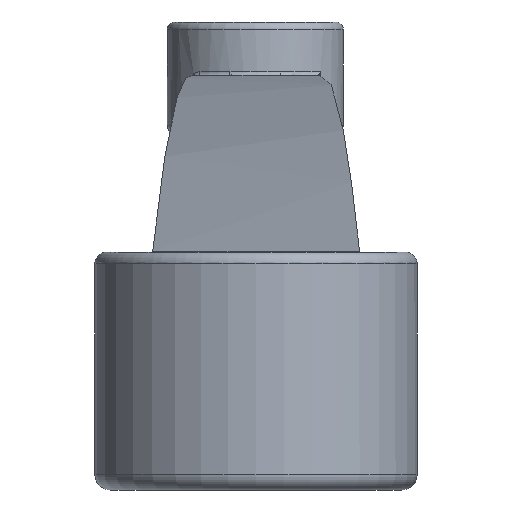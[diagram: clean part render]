
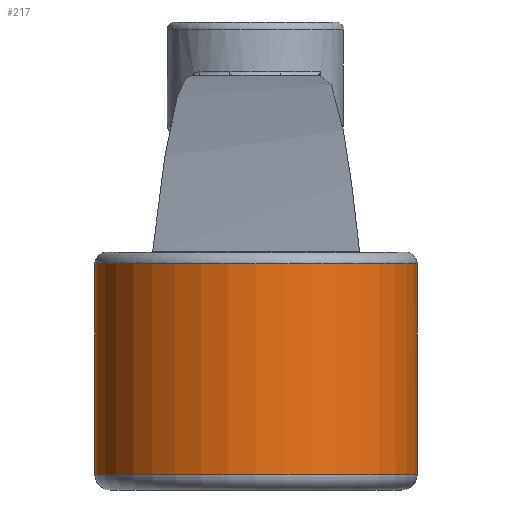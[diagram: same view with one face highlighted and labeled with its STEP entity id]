
A CAD part, left-side view. The second image highlights one B-rep face of the part: STEP entity #217.
In plain terms, the highlighted cylindrical face has radius 21 mm (diameter 42 mm), a full revolution.
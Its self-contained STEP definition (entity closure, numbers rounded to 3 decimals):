
#116=CYLINDRICAL_SURFACE('',#1060,21.);
#152=FACE_BOUND('',#349,.T.);
#153=FACE_BOUND('',#350,.T.);
#167=CIRCLE('',#1012,21.);
#169=CIRCLE('',#1017,21.);
#172=CIRCLE('',#1030,21.);
#180=CIRCLE('',#1058,21.);
#181=CIRCLE('',#1059,21.);
#217=ADVANCED_FACE('',(#152,#153),#116,.T.);
#349=EDGE_LOOP('',(#548,#549,#550,#551,#552,#553,#554,#555));
#350=EDGE_LOOP('',(#556));
#391=B_SPLINE_CURVE_WITH_KNOTS('',3,(#1444,#1445,#1446,#1447,#1448,#1449,
#1450,#1451,#1452,#1453,#1454,#1455,#1456,#1457,#1458,#1459),.UNSPECIFIED.,
.F.,.F.,(4,3,3,3,3,4),(0.,0.439,0.631,0.793,
0.91,1.),.UNSPECIFIED.);
#397=B_SPLINE_CURVE_WITH_KNOTS('',3,(#1572,#1573,#1574,#1575,#1576,#1577,
#1578,#1579,#1580,#1581,#1582,#1583,#1584,#1585,#1586,#1587),.UNSPECIFIED.,
.F.,.F.,(4,3,3,3,3,4),(0.,0.12,0.238,0.413,
0.683,1.),.UNSPECIFIED.);
#548=ORIENTED_EDGE('',*,*,#867,.F.);
#549=ORIENTED_EDGE('',*,*,#868,.T.);
#550=ORIENTED_EDGE('',*,*,#781,.T.);
#551=ORIENTED_EDGE('',*,*,#850,.F.);
#552=ORIENTED_EDGE('',*,*,#818,.T.);
#553=ORIENTED_EDGE('',*,*,#793,.T.);
#554=ORIENTED_EDGE('',*,*,#823,.T.);
#555=ORIENTED_EDGE('',*,*,#785,.T.);
#556=ORIENTED_EDGE('',*,*,#869,.T.);
#695=VERTEX_POINT('',#1400);
#696=VERTEX_POINT('',#1401);
#699=VERTEX_POINT('',#1460);
#700=VERTEX_POINT('',#1461);
#707=VERTEX_POINT('',#1503);
#708=VERTEX_POINT('',#1505);
#731=VERTEX_POINT('',#1588);
#761=VERTEX_POINT('',#1781);
#762=VERTEX_POINT('',#1784);
#781=EDGE_CURVE('',#695,#696,#167,.T.);
#785=EDGE_CURVE('',#699,#700,#391,.T.);
#793=EDGE_CURVE('',#708,#707,#169,.T.);
#818=EDGE_CURVE('',#731,#708,#397,.T.);
#823=EDGE_CURVE('',#707,#699,#172,.T.);
#850=EDGE_CURVE('',#731,#696,#937,.T.);
#867=EDGE_CURVE('',#761,#700,#180,.T.);
#868=EDGE_CURVE('',#761,#695,#942,.T.);
#869=EDGE_CURVE('',#762,#762,#181,.T.);
#937=LINE('',#1725,#988);
#942=LINE('',#1782,#993);
#988=VECTOR('',#1210,1.);
#993=VECTOR('',#1245,1.);
#1012=AXIS2_PLACEMENT_3D('',#1399,#1113,#1114);
#1017=AXIS2_PLACEMENT_3D('',#1504,#1127,#1128);
#1030=AXIS2_PLACEMENT_3D('',#1614,#1171,#1172);
#1058=AXIS2_PLACEMENT_3D('',#1780,#1243,#1244);
#1059=AXIS2_PLACEMENT_3D('',#1783,#1246,#1247);
#1060=AXIS2_PLACEMENT_3D('',#1785,#1248,#1249);
#1113=DIRECTION('',(0.,0.,-1.));
#1114=DIRECTION('',(-1.,0.,0.));
#1127=DIRECTION('',(0.,0.,-1.));
#1128=DIRECTION('',(-1.,0.,0.));
#1171=DIRECTION('',(0.,0.,-1.));
#1172=DIRECTION('',(-1.,0.,0.));
#1210=DIRECTION('',(0.,0.,1.));
#1243=DIRECTION('',(0.,0.,1.));
#1244=DIRECTION('',(-1.,0.,0.));
#1245=DIRECTION('',(0.,0.,1.));
#1246=DIRECTION('',(0.,0.,1.));
#1247=DIRECTION('',(-1.,0.,0.));
#1248=DIRECTION('',(0.,0.,-1.));
#1249=DIRECTION('',(-1.,0.,0.));
#1399=CARTESIAN_POINT('',(78.624,188.672,-1.5));
#1400=CARTESIAN_POINT('',(94.54,174.973,-1.5));
#1401=CARTESIAN_POINT('',(94.709,202.172,-1.5));
#1444=CARTESIAN_POINT('',(95.709,176.463,-10.));
#1445=CARTESIAN_POINT('',(95.533,176.215,-10.));
#1446=CARTESIAN_POINT('',(95.346,175.966,-9.954));
#1447=CARTESIAN_POINT('',(95.171,175.743,-9.843));
#1448=CARTESIAN_POINT('',(95.094,175.644,-9.794));
#1449=CARTESIAN_POINT('',(95.018,175.548,-9.73));
#1450=CARTESIAN_POINT('',(94.95,175.464,-9.65));
#1451=CARTESIAN_POINT('',(94.892,175.393,-9.583));
#1452=CARTESIAN_POINT('',(94.839,175.328,-9.503));
#1453=CARTESIAN_POINT('',(94.797,175.278,-9.41));
#1454=CARTESIAN_POINT('',(94.767,175.241,-9.343));
#1455=CARTESIAN_POINT('',(94.742,175.212,-9.267));
#1456=CARTESIAN_POINT('',(94.727,175.194,-9.188));
#1457=CARTESIAN_POINT('',(94.716,175.18,-9.127));
#1458=CARTESIAN_POINT('',(94.709,175.172,-9.063));
#1459=CARTESIAN_POINT('',(94.709,175.172,-9.));
#1460=CARTESIAN_POINT('',(95.709,176.463,-10.));
#1461=CARTESIAN_POINT('',(94.709,175.172,-9.));
#1503=CARTESIAN_POINT('',(99.624,188.672,-10.));
#1504=CARTESIAN_POINT('',(78.624,188.672,-10.));
#1505=CARTESIAN_POINT('',(95.709,200.882,-10.));
#1572=CARTESIAN_POINT('',(94.709,202.172,-9.));
#1573=CARTESIAN_POINT('',(94.709,202.172,-9.084));
#1574=CARTESIAN_POINT('',(94.72,202.159,-9.168));
#1575=CARTESIAN_POINT('',(94.74,202.136,-9.246));
#1576=CARTESIAN_POINT('',(94.76,202.112,-9.323));
#1577=CARTESIAN_POINT('',(94.788,202.078,-9.396));
#1578=CARTESIAN_POINT('',(94.822,202.037,-9.46));
#1579=CARTESIAN_POINT('',(94.871,201.978,-9.555));
#1580=CARTESIAN_POINT('',(94.932,201.903,-9.636));
#1581=CARTESIAN_POINT('',(94.997,201.823,-9.701));
#1582=CARTESIAN_POINT('',(95.096,201.699,-9.802));
#1583=CARTESIAN_POINT('',(95.207,201.557,-9.873));
#1584=CARTESIAN_POINT('',(95.318,201.413,-9.92));
#1585=CARTESIAN_POINT('',(95.448,201.242,-9.975));
#1586=CARTESIAN_POINT('',(95.581,201.062,-10.));
#1587=CARTESIAN_POINT('',(95.709,200.882,-10.));
#1588=CARTESIAN_POINT('',(94.709,202.172,-9.));
#1614=CARTESIAN_POINT('',(78.624,188.672,-10.));
#1725=CARTESIAN_POINT('',(94.709,202.172,-279.));
#1780=CARTESIAN_POINT('',(78.624,188.672,-9.));
#1781=CARTESIAN_POINT('',(94.54,174.973,-9.));
#1782=CARTESIAN_POINT('',(94.54,174.973,0.));
#1783=CARTESIAN_POINT('',(78.624,188.672,-29.));
#1784=CARTESIAN_POINT('',(57.624,188.672,-29.));
#1785=CARTESIAN_POINT('',(78.624,188.672,0.));
